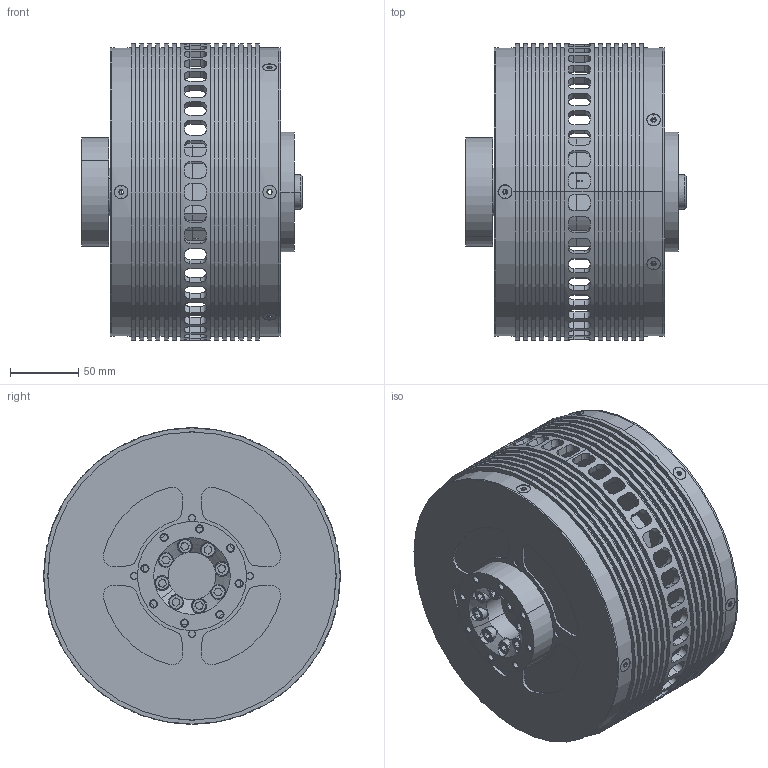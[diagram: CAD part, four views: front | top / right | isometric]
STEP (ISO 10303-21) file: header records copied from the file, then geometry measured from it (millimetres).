
FILE_DESCRIPTION (( 'STEP AP203' ), '1' );
FILE_NAME ('Flugmotor HPD 32.STEP', '2018-05-08T13:47:27', ( 'User' ), ( '' ), 'SwSTEP 2.0', 'SolidWorks 2015', '' );
FILE_SCHEMA (( 'CONFIG_CONTROL_DESIGN' ));
Length unit declared in the file: millimetre
Products named in the file (1): Flugmotor HPD 32
Bounding box: 162 x 217.5 x 217.5 mm (x, y, z)
Surface area: 334437.4 mm2 (no closed solid volume)
Topology: 0 solids, 42 shells, 949 faces, 2962 edges, 2060 vertices
Faces by surface type: cylinder 444, plane 420, cone 57, bspline 26, torus 2
Entity records: 46042 total; most frequent: CARTESIAN_POINT 20855, DIRECTION 5045, ORIENTED_EDGE 4800, EDGE_CURVE 2962, VERTEX_POINT 2060, AXIS2_PLACEMENT_3D 1790, VECTOR 1465, LINE 1465
